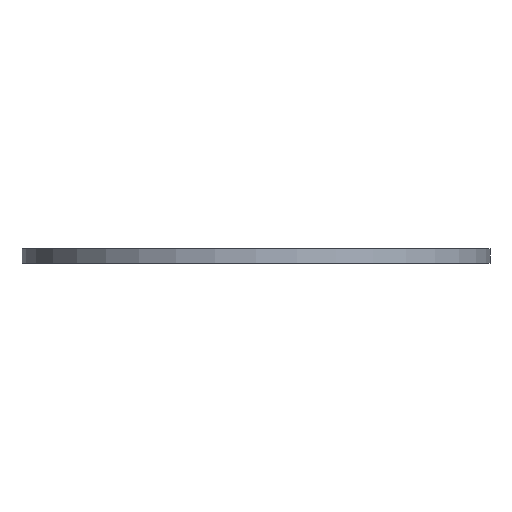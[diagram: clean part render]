
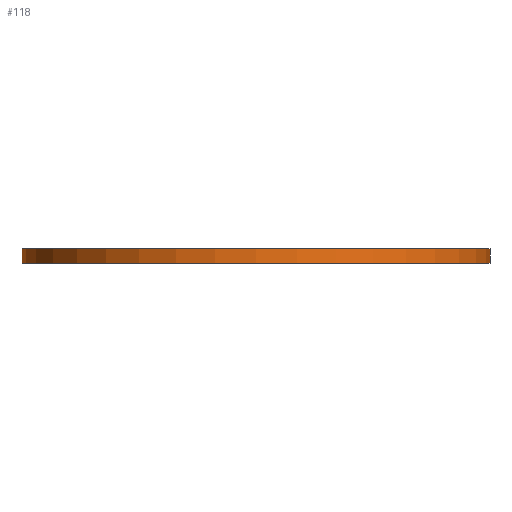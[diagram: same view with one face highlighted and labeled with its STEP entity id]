
A CAD part, left-side view. The second image highlights one B-rep face of the part: STEP entity #118.
In plain terms, the highlighted cylindrical face has radius 50 mm (diameter 100 mm), a partial arc.
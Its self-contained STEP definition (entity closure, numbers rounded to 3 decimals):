
#29 = EDGE_CURVE ( 'NONE', #975, #672, #505, .T. ) ;
#30 = EDGE_CURVE ( 'NONE', #956, #672, #502, .T. ) ;
#32 = EDGE_CURVE ( 'NONE', #670, #956, #500, .T. ) ;
#65 = DIRECTION ( 'NONE',  ( 0., 0., 1. ) ) ;
#68 = DIRECTION ( 'NONE',  ( 0., -1., 0. ) ) ;
#98 = EDGE_CURVE ( 'NONE', #975, #670, #421, .T. ) ;
#118 = ADVANCED_FACE ( 'NONE', ( #394 ), #392, .T. ) ;
#163 = CARTESIAN_POINT ( 'NONE',  ( 0., -1.5, 0. ) ) ;
#186 = CARTESIAN_POINT ( 'NONE',  ( 0., -1.5, -50. ) ) ;
#392 = CYLINDRICAL_SURFACE ( 'NONE', #1143, 50. ) ;
#394 = FACE_OUTER_BOUND ( 'NONE', #541, .T. ) ;
#421 = CIRCLE ( 'NONE', #1156, 50. ) ;
#495 = VECTOR ( 'NONE', #834, 1000. ) ;
#499 = VECTOR ( 'NONE', #823, 1000. ) ;
#500 = LINE ( 'NONE', #874, #495 ) ;
#502 = CIRCLE ( 'NONE', #1179, 50. ) ;
#505 = LINE ( 'NONE', #826, #499 ) ;
#541 = EDGE_LOOP ( 'NONE', ( #702, #746, #640, #665 ) ) ;
#640 = ORIENTED_EDGE ( 'NONE', *, *, #30, .F. ) ;
#665 = ORIENTED_EDGE ( 'NONE', *, *, #32, .F. ) ;
#670 = VERTEX_POINT ( 'NONE', #1214 ) ;
#672 = VERTEX_POINT ( 'NONE', #697 ) ;
#697 = CARTESIAN_POINT ( 'NONE',  ( 0., 1.5, -50. ) ) ;
#702 = ORIENTED_EDGE ( 'NONE', *, *, #98, .F. ) ;
#746 = ORIENTED_EDGE ( 'NONE', *, *, #29, .T. ) ;
#750 = CARTESIAN_POINT ( 'NONE',  ( 0., 1.5, 50. ) ) ;
#823 = DIRECTION ( 'NONE',  ( 0., 1., 0. ) ) ;
#826 = CARTESIAN_POINT ( 'NONE',  ( 0., -142.921, -50. ) ) ;
#834 = DIRECTION ( 'NONE',  ( 0., 1., 0. ) ) ;
#845 = CARTESIAN_POINT ( 'NONE',  ( 0., 1.5, 0. ) ) ;
#874 = CARTESIAN_POINT ( 'NONE',  ( 0., -142.921, 50. ) ) ;
#878 = DIRECTION ( 'NONE',  ( 0., 1., 0. ) ) ;
#887 = DIRECTION ( 'NONE',  ( 0., 0., 1. ) ) ;
#956 = VERTEX_POINT ( 'NONE', #750 ) ;
#975 = VERTEX_POINT ( 'NONE', #186 ) ;
#1111 = DIRECTION ( 'NONE',  ( 0., 0., 1. ) ) ;
#1112 = CARTESIAN_POINT ( 'NONE',  ( 0., -142.921, 0. ) ) ;
#1132 = DIRECTION ( 'NONE',  ( 0., 1., 0. ) ) ;
#1143 = AXIS2_PLACEMENT_3D ( 'NONE', #1112, #1132, #1111 ) ;
#1156 = AXIS2_PLACEMENT_3D ( 'NONE', #163, #68, #65 ) ;
#1179 = AXIS2_PLACEMENT_3D ( 'NONE', #845, #878, #887 ) ;
#1214 = CARTESIAN_POINT ( 'NONE',  ( 0., -1.5, 50. ) ) ;
